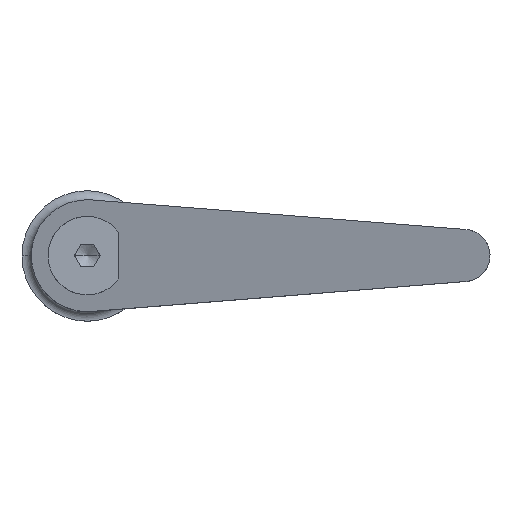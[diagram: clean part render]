
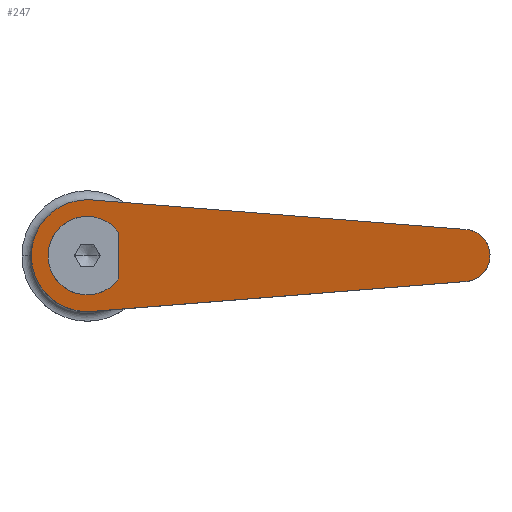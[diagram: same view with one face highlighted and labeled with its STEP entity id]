
A CAD part, top view. The second image highlights one B-rep face of the part: STEP entity #247.
In plain terms, the highlighted planar face has unit normal (-0.256, 0, 0.967).
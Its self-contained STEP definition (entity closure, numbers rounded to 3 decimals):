
#237=VERTEX_POINT('',#666);
#247=ADVANCED_FACE('',(#677,#678),#679,.F.);
#259=EDGE_CURVE('',#583,#549,#693,.T.);
#311=VERTEX_POINT('',#746);
#351=EDGE_CURVE('',#373,#361,#789,.T.);
#361=VERTEX_POINT('',#799);
#373=VERTEX_POINT('',#812);
#379=VERTEX_POINT('',#819);
#393=EDGE_CURVE('',#409,#379,#836,.T.);
#409=VERTEX_POINT('',#852);
#411=EDGE_CURVE('',#549,#237,#854,.T.);
#451=EDGE_CURVE('',#311,#599,#901,.T.);
#477=EDGE_CURVE('',#539,#583,#933,.T.);
#481=EDGE_CURVE('',#625,#373,#937,.T.);
#485=EDGE_CURVE('',#617,#505,#942,.T.);
#487=EDGE_CURVE('',#361,#311,#944,.T.);
#497=EDGE_CURVE('',#379,#505,#956,.T.);
#505=VERTEX_POINT('',#965);
#513=EDGE_CURVE('',#573,#631,#974,.T.);
#517=EDGE_CURVE('',#599,#631,#978,.T.);
#531=EDGE_CURVE('',#237,#539,#995,.T.);
#539=VERTEX_POINT('',#1004);
#549=VERTEX_POINT('',#1015);
#571=EDGE_CURVE('',#409,#573,#1038,.T.);
#573=VERTEX_POINT('',#1040);
#583=VERTEX_POINT('',#1051);
#599=VERTEX_POINT('',#1067);
#615=EDGE_CURVE('',#625,#617,#1086,.T.);
#617=VERTEX_POINT('',#1088);
#625=VERTEX_POINT('',#1096);
#631=VERTEX_POINT('',#1103);
#666=CARTESIAN_POINT('',(0.,-10.5,54.267));
#677=FACE_OUTER_BOUND('',#1145,.T.);
#678=FACE_BOUND('',#1146,.T.);
#679=PLANE('',#1147);
#693=ELLIPSE('',#1167,10.861,10.5);
#746=CARTESIAN_POINT('',(101.554,6.978,81.127));
#789=LINE('',#1314,#1315);
#799=CARTESIAN_POINT('',(101.554,-6.978,81.127));
#812=CARTESIAN_POINT('',(1.188,-14.953,54.582));
#819=CARTESIAN_POINT('',(-15.0,0.,50.3));
#836=ELLIPSE('',#1389,15.516,15.0);
#852=CARTESIAN_POINT('',(0.052,15.,54.281));
#854=ELLIPSE('',#1433,10.861,10.5);
#901=LINE('',#1503,#1504);
#933=LINE('',#1550,#1551);
#937=ELLIPSE('',#1556,15.516,15.0);
#942=LINE('',#1562,#1563);
#944=ELLIPSE('',#1566,7.241,7.0);
#956=ELLIPSE('',#1581,15.516,15.0);
#965=CARTESIAN_POINT('',(0.052,-15.,54.281));
#974=LINE('',#1602,#1603);
#978=ELLIPSE('',#1609,15.516,15.0);
#995=ELLIPSE('',#1628,10.861,10.5);
#1004=CARTESIAN_POINT('',(8.441,-6.244,56.5));
#1015=CARTESIAN_POINT('',(0.,10.5,54.267));
#1038=LINE('',#1685,#1686);
#1040=CARTESIAN_POINT('',(0.052,15.,54.281));
#1051=CARTESIAN_POINT('',(8.441,6.244,56.5));
#1067=CARTESIAN_POINT('',(1.188,14.953,54.582));
#1086=LINE('',#1749,#1750);
#1088=CARTESIAN_POINT('',(0.052,-15.,54.281));
#1096=CARTESIAN_POINT('',(0.053,-15.,54.281));
#1103=CARTESIAN_POINT('',(0.053,15.,54.281));
#1145=EDGE_LOOP('',(#1822,#1823,#1824,#1825,#1826,#1827,#1828,#1829,#1830,#1831,#1832));
#1146=EDGE_LOOP('',(#1833,#1834,#1835,#1836));
#1147=AXIS2_PLACEMENT_3D('',#1837,#1838,#1839);
#1167=AXIS2_PLACEMENT_3D('',#1859,#1860,#1861);
#1314=CARTESIAN_POINT('',(102.362,-6.914,81.341));
#1315=VECTOR('',#1939,1.0);
#1389=AXIS2_PLACEMENT_3D('',#1995,#1996,#1997);
#1433=AXIS2_PLACEMENT_3D('',#2003,#2004,#2005);
#1503=CARTESIAN_POINT('',(55.44,10.642,68.931));
#1504=VECTOR('',#2065,1.0);
#1550=CARTESIAN_POINT('',(8.441,0.,56.5));
#1551=VECTOR('',#2122,1.0);
#1556=AXIS2_PLACEMENT_3D('',#2123,#2124,#2125);
#1562=CARTESIAN_POINT('',(0.052,-15.,54.281));
#1563=VECTOR('',#2134,1.0);
#1566=AXIS2_PLACEMENT_3D('',#2135,#2136,#2137);
#1581=AXIS2_PLACEMENT_3D('',#2155,#2156,#2157);
#1602=CARTESIAN_POINT('',(0.052,15.,54.281));
#1603=VECTOR('',#2174,1.0);
#1609=AXIS2_PLACEMENT_3D('',#2178,#2179,#2180);
#1628=AXIS2_PLACEMENT_3D('',#2207,#2208,#2209);
#1685=CARTESIAN_POINT('',(0.052,-15.,54.281));
#1686=VECTOR('',#2248,1.0);
#1749=CARTESIAN_POINT('',(101.223,-6.766,81.04));
#1750=VECTOR('',#2300,1.0);
#1822=ORIENTED_EDGE('',*,*,#513,.F.);
#1823=ORIENTED_EDGE('',*,*,#571,.F.);
#1824=ORIENTED_EDGE('',*,*,#393,.T.);
#1825=ORIENTED_EDGE('',*,*,#497,.T.);
#1826=ORIENTED_EDGE('',*,*,#485,.F.);
#1827=ORIENTED_EDGE('',*,*,#615,.F.);
#1828=ORIENTED_EDGE('',*,*,#481,.T.);
#1829=ORIENTED_EDGE('',*,*,#351,.T.);
#1830=ORIENTED_EDGE('',*,*,#487,.T.);
#1831=ORIENTED_EDGE('',*,*,#451,.T.);
#1832=ORIENTED_EDGE('',*,*,#517,.T.);
#1833=ORIENTED_EDGE('',*,*,#259,.F.);
#1834=ORIENTED_EDGE('',*,*,#477,.F.);
#1835=ORIENTED_EDGE('',*,*,#531,.F.);
#1836=ORIENTED_EDGE('',*,*,#411,.F.);
#1837=CARTESIAN_POINT('',(49.015,0.,67.231));
#1838=DIRECTION('',(0.256,0.,-0.967));
#1839=DIRECTION('',(0.247,0.967,0.065));
#1859=CARTESIAN_POINT('',(0.,0.,54.267));
#1860=DIRECTION('',(-0.256,0.,0.967));
#1861=DIRECTION('',(-0.967,0.0,-0.256));
#1939=DIRECTION('',(0.964,0.077,0.255));
#1995=CARTESIAN_POINT('',(0.,0.,54.267));
#1996=DIRECTION('',(-0.256,0.,0.967));
#1997=DIRECTION('',(0.967,0.,0.256));
#2003=CARTESIAN_POINT('',(0.,0.,54.267));
#2004=DIRECTION('',(-0.256,0.,0.967));
#2005=DIRECTION('',(-0.967,0.0,-0.256));
#2065=DIRECTION('',(-0.964,0.077,-0.255));
#2122=DIRECTION('',(0.,1.0,0.0));
#2123=CARTESIAN_POINT('',(0.,0.,54.267));
#2124=DIRECTION('',(-0.256,0.,0.967));
#2125=DIRECTION('',(0.967,0.,0.256));
#2134=DIRECTION('',(0.,1.0,0.));
#2135=CARTESIAN_POINT('',(101.0,0.,80.981));
#2136=DIRECTION('',(-0.256,0.,0.967));
#2137=DIRECTION('',(0.967,0.,0.256));
#2155=CARTESIAN_POINT('',(0.,0.,54.267));
#2156=DIRECTION('',(-0.256,0.,0.967));
#2157=DIRECTION('',(0.967,0.,0.256));
#2174=DIRECTION('',(0.964,-0.078,0.255));
#2178=CARTESIAN_POINT('',(0.,0.,54.267));
#2179=DIRECTION('',(-0.256,0.,0.967));
#2180=DIRECTION('',(0.967,0.,0.256));
#2207=CARTESIAN_POINT('',(0.,0.,54.267));
#2208=DIRECTION('',(-0.256,0.,0.967));
#2209=DIRECTION('',(-0.967,0.0,-0.256));
#2248=DIRECTION('',(0.,1.0,0.));
#2300=DIRECTION('',(-0.964,-0.078,-0.255));
